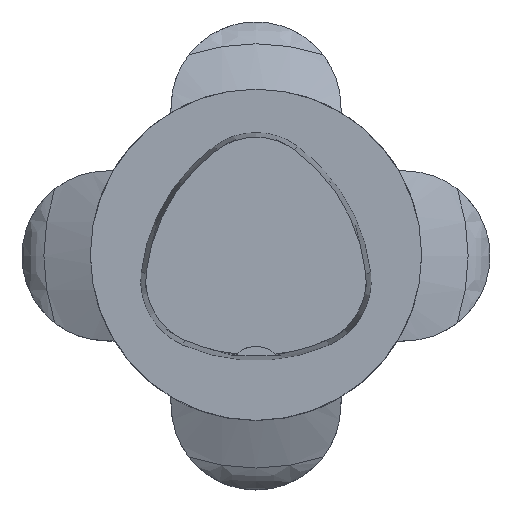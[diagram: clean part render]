
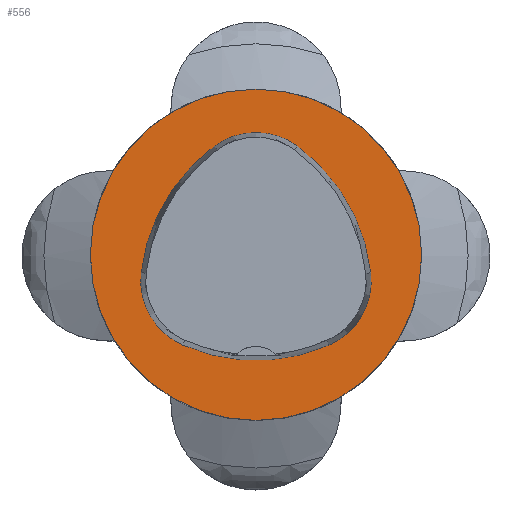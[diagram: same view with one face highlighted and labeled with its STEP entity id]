
A CAD part, top view. The second image highlights one B-rep face of the part: STEP entity #556.
In plain terms, the highlighted planar face has unit normal (0, 0, 1).
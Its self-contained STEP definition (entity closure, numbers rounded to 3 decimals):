
#68=FACE_BOUND('',#894,.T.);
#69=FACE_BOUND('',#895,.T.);
#556=ADVANCED_FACE('',(#68,#69),#679,.T.);
#679=PLANE('',#2427);
#894=EDGE_LOOP('',(#1358,#1359,#1360,#1361,#1362,#1363));
#895=EDGE_LOOP('',(#1364));
#1358=ORIENTED_EDGE('',*,*,#1975,.T.);
#1359=ORIENTED_EDGE('',*,*,#1955,.T.);
#1360=ORIENTED_EDGE('',*,*,#1959,.T.);
#1361=ORIENTED_EDGE('',*,*,#1962,.T.);
#1362=ORIENTED_EDGE('',*,*,#1965,.T.);
#1363=ORIENTED_EDGE('',*,*,#1973,.T.);
#1364=ORIENTED_EDGE('',*,*,#1946,.F.);
#1704=VERTEX_POINT('',#3753);
#1713=VERTEX_POINT('',#3772);
#1714=VERTEX_POINT('',#3773);
#1717=VERTEX_POINT('',#3781);
#1719=VERTEX_POINT('',#3787);
#1721=VERTEX_POINT('',#3793);
#1728=VERTEX_POINT('',#3814);
#1946=EDGE_CURVE('',#1704,#1704,#2137,.T.);
#1955=EDGE_CURVE('',#1713,#1714,#2138,.T.);
#1959=EDGE_CURVE('',#1714,#1717,#2140,.T.);
#1962=EDGE_CURVE('',#1717,#1719,#2142,.T.);
#1965=EDGE_CURVE('',#1719,#1721,#2144,.T.);
#1973=EDGE_CURVE('',#1721,#1728,#2148,.T.);
#1975=EDGE_CURVE('',#1728,#1713,#2150,.T.);
#2137=CIRCLE('',#2399,40.);
#2138=CIRCLE('',#2405,44.);
#2140=CIRCLE('',#2408,17.);
#2142=CIRCLE('',#2411,44.);
#2144=CIRCLE('',#2414,17.);
#2148=CIRCLE('',#2419,44.);
#2150=CIRCLE('',#2422,17.);
#2399=AXIS2_PLACEMENT_3D('',#3752,#2881,#2882);
#2405=AXIS2_PLACEMENT_3D('',#3771,#2897,#2898);
#2408=AXIS2_PLACEMENT_3D('',#3780,#2905,#2906);
#2411=AXIS2_PLACEMENT_3D('',#3786,#2912,#2913);
#2414=AXIS2_PLACEMENT_3D('',#3792,#2919,#2920);
#2419=AXIS2_PLACEMENT_3D('',#3815,#2931,#2932);
#2422=AXIS2_PLACEMENT_3D('',#3818,#2937,#2938);
#2427=AXIS2_PLACEMENT_3D('',#3823,#2947,#2948);
#2881=DIRECTION('',(0.,0.,-1.));
#2882=DIRECTION('',(-1.,0.,0.));
#2897=DIRECTION('',(0.,0.,-1.));
#2898=DIRECTION('',(-1.,0.,0.));
#2905=DIRECTION('',(0.,0.,-1.));
#2906=DIRECTION('',(-1.,0.,0.));
#2912=DIRECTION('',(0.,0.,-1.));
#2913=DIRECTION('',(-1.,0.,0.));
#2919=DIRECTION('',(0.,0.,-1.));
#2920=DIRECTION('',(-1.,0.,0.));
#2931=DIRECTION('',(0.,0.,-1.));
#2932=DIRECTION('',(-1.,0.,0.));
#2937=DIRECTION('',(0.,0.,-1.));
#2938=DIRECTION('',(-1.,0.,0.));
#2947=DIRECTION('',(0.,0.,1.));
#2948=DIRECTION('',(1.,0.,0.));
#3752=CARTESIAN_POINT('',(0.,0.,0.));
#3753=CARTESIAN_POINT('',(-40.,0.,0.));
#3771=CARTESIAN_POINT('',(16.01,-9.224,0.));
#3772=CARTESIAN_POINT('',(-27.722,-4.378,0.));
#3773=CARTESIAN_POINT('',(-10.119,26.178,0.));
#3780=CARTESIAN_POINT('',(-0.023,12.5,0.));
#3781=CARTESIAN_POINT('',(10.049,26.194,0.));
#3786=CARTESIAN_POINT('',(-16.021,-9.25,0.));
#3787=CARTESIAN_POINT('',(27.71,-4.394,0.));
#3792=CARTESIAN_POINT('',(10.814,-6.27,0.));
#3793=CARTESIAN_POINT('',(17.611,-21.852,0.));
#3814=CARTESIAN_POINT('',(-17.652,-21.819,0.));
#3815=CARTESIAN_POINT('',(0.017,18.477,0.));
#3818=CARTESIAN_POINT('',(-10.825,-6.25,0.));
#3823=CARTESIAN_POINT('',(0.,0.,0.));
